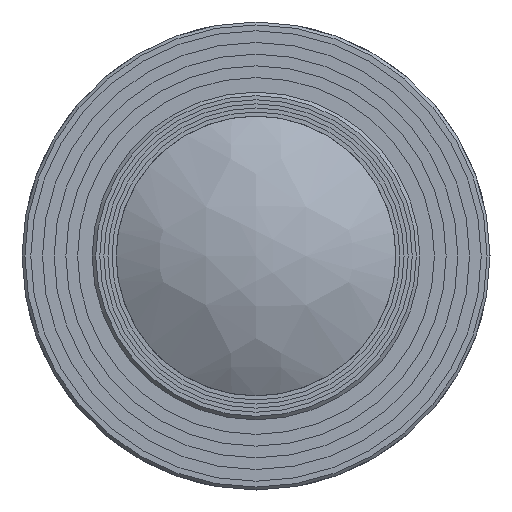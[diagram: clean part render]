
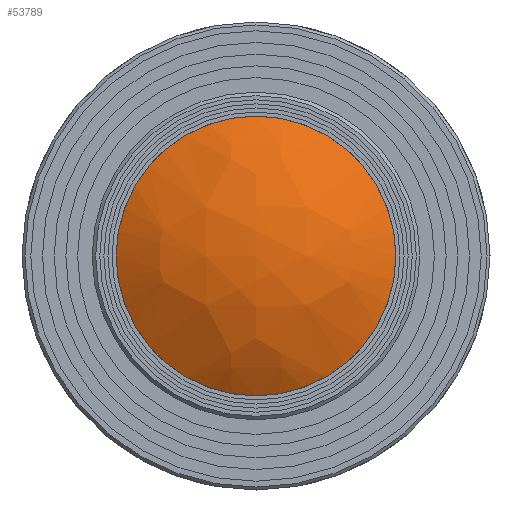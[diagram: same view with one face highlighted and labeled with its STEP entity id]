
A CAD part, front view. The second image highlights one B-rep face of the part: STEP entity #53789.
In plain terms, the highlighted free-form (B-spline) face has degree [3, 3] with [4, 4] control points.
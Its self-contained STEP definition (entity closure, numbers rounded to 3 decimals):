
#1873 = CARTESIAN_POINT ( 'NONE',  ( 9.147, -2.693, 9.66 ) ) ;
#8129 = CARTESIAN_POINT ( 'NONE',  ( -8.966, -2.73, 9.667 ) ) ;
#9156 = DIRECTION ( 'NONE',  ( -1., 0., 0. ) ) ;
#15103 = CARTESIAN_POINT ( 'NONE',  ( -24.178, 15.97, -20.354 ) ) ;
#20016 = CARTESIAN_POINT ( 'NONE',  ( 24.321, 16.048, -20.303 ) ) ;
#23074 = CARTESIAN_POINT ( 'NONE',  ( 9.147, 7.749, -25.687 ) ) ;
#26206 = DIRECTION ( 'NONE',  ( 0., -1., 0. ) ) ;
#27439 = CARTESIAN_POINT ( 'NONE',  ( 24.321, 7.78, -7.557 ) ) ;
#34857 = CARTESIAN_POINT ( 'NONE',  ( 9.147, -2.712, -9.562 ) ) ;
#40148 = CARTESIAN_POINT ( 'NONE',  ( -24.178, 16.01, 20.415 ) ) ;
#44384 = VERTEX_POINT ( 'NONE', #106315 ) ;
#46739 = CARTESIAN_POINT ( 'NONE',  ( 9.147, 7.799, 25.765 ) ) ;
#48681 = FACE_OUTER_BOUND ( 'NONE', #106896, .T. ) ;
#49486 =( BOUNDED_SURFACE ( )  B_SPLINE_SURFACE ( 3, 3, ( 
 ( #15103, #49813, #84461, #40148 ),
 ( #100961, #95110, #8129, #77476 ),
 ( #23074, #34857, #1873, #46739 ),
 ( #20016, #27439, #88257, #54173 ) ),
 .UNSPECIFIED., .F., .F., .T. ) 
 B_SPLINE_SURFACE_WITH_KNOTS ( ( 4, 4 ),
 ( 4, 4 ),
 ( 0., 1. ),
 ( 0., 1. ),
 .UNSPECIFIED. ) 
 GEOMETRIC_REPRESENTATION_ITEM ( )  RATIONAL_B_SPLINE_SURFACE ( (
 ( 1., 0.892, 0.892, 1.),
 ( 0.892, 0.796, 0.796, 0.892),
 ( 0.892, 0.796, 0.796, 0.892),
 ( 1., 0.892, 0.892, 1.) ) ) 
 REPRESENTATION_ITEM ( '' )  SURFACE ( )  );
#49813 = CARTESIAN_POINT ( 'NONE',  ( -24.178, 7.681, -7.576 ) ) ;
#53789 = ADVANCED_FACE ( 'NONE', ( #48681 ), #49486, .T. ) ;
#54173 = CARTESIAN_POINT ( 'NONE',  ( 24.321, 16.088, 20.364 ) ) ;
#56517 = CIRCLE ( 'NONE', #100083, 23.922 ) ;
#60896 = CARTESIAN_POINT ( 'NONE',  ( 0., 9.782, 0. ) ) ;
#77476 = CARTESIAN_POINT ( 'NONE',  ( -8.966, 7.77, 25.784 ) ) ;
#82147 = EDGE_CURVE ( 'NONE', #44384, #44384, #56517, .T. ) ;
#84461 = CARTESIAN_POINT ( 'NONE',  ( -24.178, 7.696, 7.654 ) ) ;
#88257 = CARTESIAN_POINT ( 'NONE',  ( 24.321, 7.795, 7.635 ) ) ;
#95110 = CARTESIAN_POINT ( 'NONE',  ( -8.966, -2.749, -9.569 ) ) ;
#97135 = ORIENTED_EDGE ( 'NONE', *, *, #82147, .T. ) ;
#100083 = AXIS2_PLACEMENT_3D ( 'NONE', #60896, #26206, #9156 ) ;
#100961 = CARTESIAN_POINT ( 'NONE',  ( -8.966, 7.72, -25.706 ) ) ;
#106315 = CARTESIAN_POINT ( 'NONE',  ( -23.922, 9.782, 0. ) ) ;
#106896 = EDGE_LOOP ( 'NONE', ( #97135 ) ) ;
